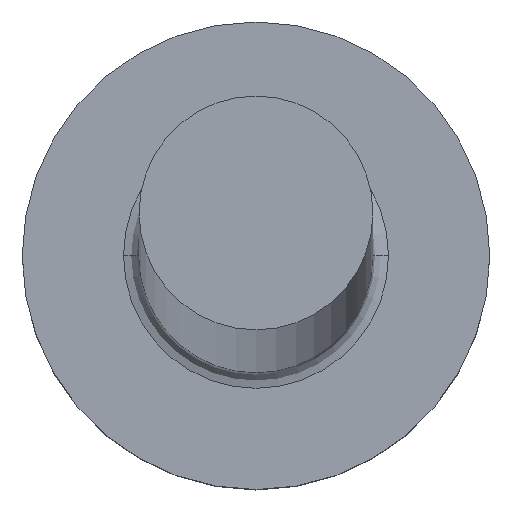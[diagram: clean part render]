
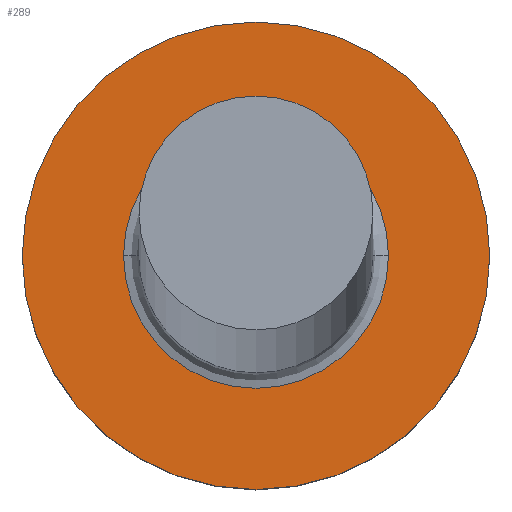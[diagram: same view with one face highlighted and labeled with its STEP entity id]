
A CAD part, top view. The second image highlights one B-rep face of the part: STEP entity #289.
In plain terms, the highlighted planar face has unit normal (0, 0, 1).
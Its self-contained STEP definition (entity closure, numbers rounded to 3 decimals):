
#1 = AXIS2_PLACEMENT_3D ( 'NONE', #278, #296, #140 ) ;
#3 = ORIENTED_EDGE ( 'NONE', *, *, #59, .T. ) ;
#12 = PLANE ( 'NONE',  #18 ) ;
#18 = AXIS2_PLACEMENT_3D ( 'NONE', #65, #230, #155 ) ;
#24 = EDGE_CURVE ( 'NONE', #53, #263, #165, .T. ) ;
#25 = ORIENTED_EDGE ( 'NONE', *, *, #24, .T. ) ;
#42 = DIRECTION ( 'NONE',  ( 1., 0., 0. ) ) ;
#53 = VERTEX_POINT ( 'NONE', #185 ) ;
#59 = EDGE_CURVE ( 'NONE', #263, #53, #147, .T. ) ;
#62 = FACE_BOUND ( 'NONE', #259, .T. ) ;
#65 = CARTESIAN_POINT ( 'NONE',  ( 0., 0., 3. ) ) ;
#75 = ORIENTED_EDGE ( 'NONE', *, *, #172, .T. ) ;
#77 = VERTEX_POINT ( 'NONE', #283 ) ;
#78 = VERTEX_POINT ( 'NONE', #94 ) ;
#94 = CARTESIAN_POINT ( 'NONE',  ( -1.7, 0., 3. ) ) ;
#96 = AXIS2_PLACEMENT_3D ( 'NONE', #295, #200, #293 ) ;
#130 = CARTESIAN_POINT ( 'NONE',  ( 0., 0., 3. ) ) ;
#140 = DIRECTION ( 'NONE',  ( 1., 0., 0. ) ) ;
#142 = AXIS2_PLACEMENT_3D ( 'NONE', #234, #300, #254 ) ;
#147 = CIRCLE ( 'NONE', #142, 3. ) ;
#150 = CARTESIAN_POINT ( 'NONE',  ( 3., 0., 3. ) ) ;
#155 = DIRECTION ( 'NONE',  ( 1., 0., 0. ) ) ;
#165 = CIRCLE ( 'NONE', #1, 3. ) ;
#172 = EDGE_CURVE ( 'NONE', #78, #77, #187, .T. ) ;
#185 = CARTESIAN_POINT ( 'NONE',  ( -3., 0., 3. ) ) ;
#186 = AXIS2_PLACEMENT_3D ( 'NONE', #130, #250, #42 ) ;
#187 = CIRCLE ( 'NONE', #96, 1.7 ) ;
#200 = DIRECTION ( 'NONE',  ( 0., 0., -1. ) ) ;
#230 = DIRECTION ( 'NONE',  ( 0., 0., 1. ) ) ;
#234 = CARTESIAN_POINT ( 'NONE',  ( 0., 0., 3. ) ) ;
#250 = DIRECTION ( 'NONE',  ( 0., 0., -1. ) ) ;
#254 = DIRECTION ( 'NONE',  ( 1., 0., 0. ) ) ;
#259 = EDGE_LOOP ( 'NONE', ( #307, #75 ) ) ;
#263 = VERTEX_POINT ( 'NONE', #150 ) ;
#278 = CARTESIAN_POINT ( 'NONE',  ( 0., 0., 3. ) ) ;
#283 = CARTESIAN_POINT ( 'NONE',  ( 1.7, 0., 3. ) ) ;
#288 = EDGE_LOOP ( 'NONE', ( #25, #3 ) ) ;
#289 = ADVANCED_FACE ( 'NONE', ( #62, #294 ), #12, .T. ) ;
#290 = CIRCLE ( 'NONE', #186, 1.7 ) ;
#291 = EDGE_CURVE ( 'NONE', #77, #78, #290, .T. ) ;
#293 = DIRECTION ( 'NONE',  ( 1., 0., 0. ) ) ;
#294 = FACE_OUTER_BOUND ( 'NONE', #288, .T. ) ;
#295 = CARTESIAN_POINT ( 'NONE',  ( 0., 0., 3. ) ) ;
#296 = DIRECTION ( 'NONE',  ( 0., 0., 1. ) ) ;
#300 = DIRECTION ( 'NONE',  ( 0., 0., 1. ) ) ;
#307 = ORIENTED_EDGE ( 'NONE', *, *, #291, .T. ) ;
